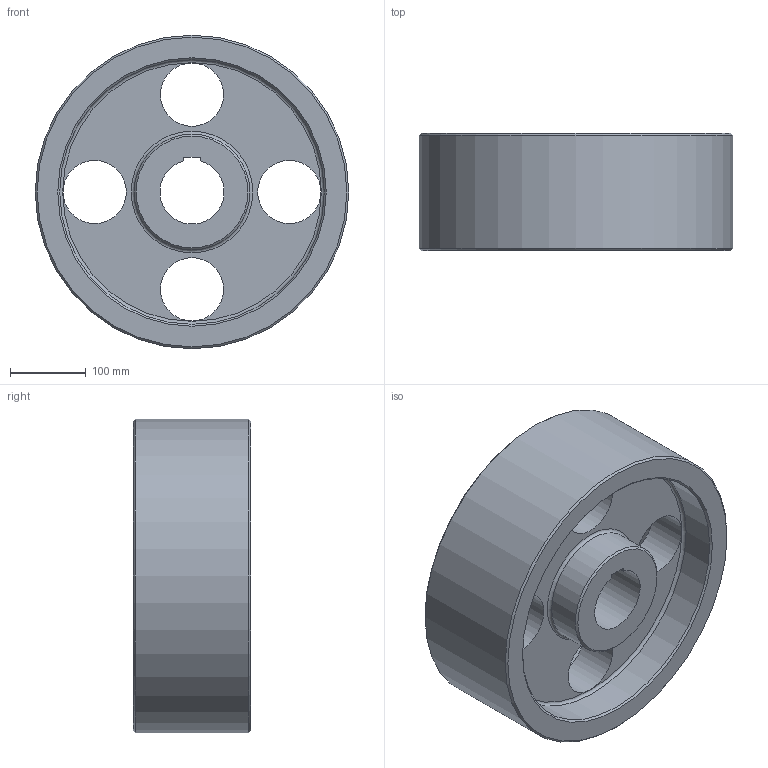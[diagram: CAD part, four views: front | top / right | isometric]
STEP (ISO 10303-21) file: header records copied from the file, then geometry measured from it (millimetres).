
FILE_DESCRIPTION(('STEP AP242'), '1');
FILE_NAME('Sheave', '', ('UNSPECIFIED'), ('UNSPECIFIED'), 'C3D Converter', 'C3D Toolkit', '');
FILE_SCHEMA(('AP242_MANAGED_MODEL_BASED_3D_ENGINEERING_MIM_LF { 1 0 10303 442 1 1 4 }'));
Length unit declared in the file: millimetre
Bounding box: 415 x 155 x 415 mm (x, y, z)
Volume: 11002882.8 mm3; surface area: 662555.1 mm2
Topology: 1 solids, 1 shells, 29 faces, 59 edges, 36 vertices
Faces by surface type: cylinder 10, plane 9, cone 6, torus 4
Full cylindrical faces by diameter (mm): 83.7 x4, 153 x2, 350.25 x2, 415 x1
Entity records: 955 total; most frequent: DIRECTION 130, CARTESIAN_POINT 106, ORIENTED_EDGE 80, EDGE_LOOP 62, AXIS2_PLACEMENT_3D 60, EDGE_CURVE 40, FACE_OUTER_BOUND 38, VERTEX_POINT 36
